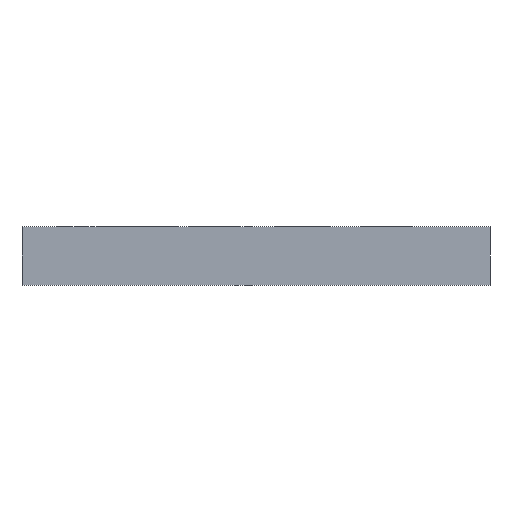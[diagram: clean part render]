
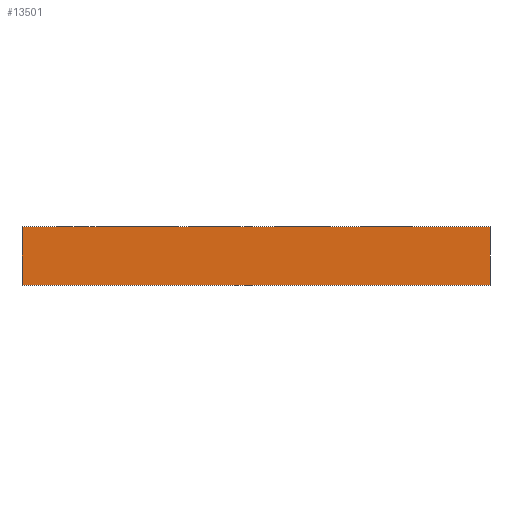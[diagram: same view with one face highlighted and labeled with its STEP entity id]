
A CAD part, front view. The second image highlights one B-rep face of the part: STEP entity #13501.
In plain terms, the highlighted planar face has unit normal (0, -1, 0).
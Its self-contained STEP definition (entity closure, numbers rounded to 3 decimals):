
#2256=FACE_OUTER_BOUND('',#3034,.T.);
#3034=EDGE_LOOP('',(#12519,#12520,#12521,#12522));
#4071=LINE('',#27646,#5115);
#4078=LINE('',#27673,#5122);
#4079=LINE('',#27676,#5123);
#4080=LINE('',#27677,#5124);
#5115=VECTOR('',#15237,10.);
#5122=VECTOR('',#15276,10.);
#5123=VECTOR('',#15279,10.);
#5124=VECTOR('',#15280,10.);
#6467=VERTEX_POINT('',#27643);
#6468=VERTEX_POINT('',#27645);
#6472=VERTEX_POINT('',#27671);
#6473=VERTEX_POINT('',#27675);
#8485=EDGE_CURVE('',#6467,#6468,#4071,.T.);
#8492=EDGE_CURVE('',#6472,#6468,#4078,.T.);
#8493=EDGE_CURVE('',#6473,#6472,#4079,.T.);
#8494=EDGE_CURVE('',#6473,#6467,#4080,.T.);
#12519=ORIENTED_EDGE('',*,*,#8493,.T.);
#12520=ORIENTED_EDGE('',*,*,#8492,.T.);
#12521=ORIENTED_EDGE('',*,*,#8485,.F.);
#12522=ORIENTED_EDGE('',*,*,#8494,.F.);
#12774=PLANE('',#13756);
#13501=ADVANCED_FACE('',(#2256),#12774,.T.);
#13756=AXIS2_PLACEMENT_3D('',#27674,#15277,#15278);
#15237=DIRECTION('',(1.,0.,0.));
#15276=DIRECTION('',(0.,0.,1.));
#15277=DIRECTION('center_axis',(0.,-1.,0.));
#15278=DIRECTION('ref_axis',(1.,0.,0.));
#15279=DIRECTION('',(1.,0.,0.));
#15280=DIRECTION('',(0.,0.,1.));
#27643=CARTESIAN_POINT('',(0.,0.,0.75));
#27645=CARTESIAN_POINT('',(6.,0.,0.75));
#27646=CARTESIAN_POINT('',(0.,0.,0.75));
#27671=CARTESIAN_POINT('',(6.,0.,0.));
#27673=CARTESIAN_POINT('',(6.,0.,0.));
#27674=CARTESIAN_POINT('Origin',(0.,0.,0.));
#27675=CARTESIAN_POINT('',(0.,0.,0.));
#27676=CARTESIAN_POINT('',(0.,0.,0.));
#27677=CARTESIAN_POINT('',(0.,0.,0.));
